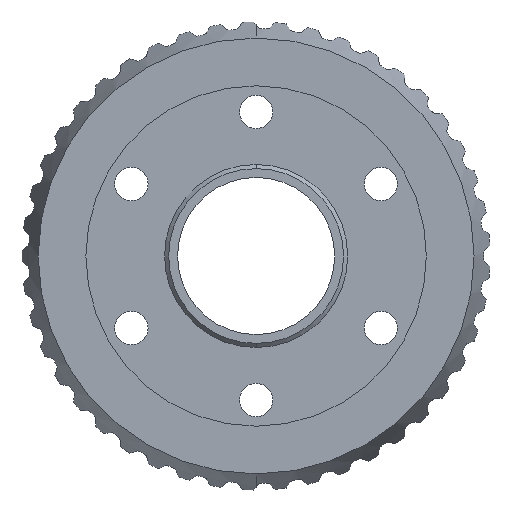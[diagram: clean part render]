
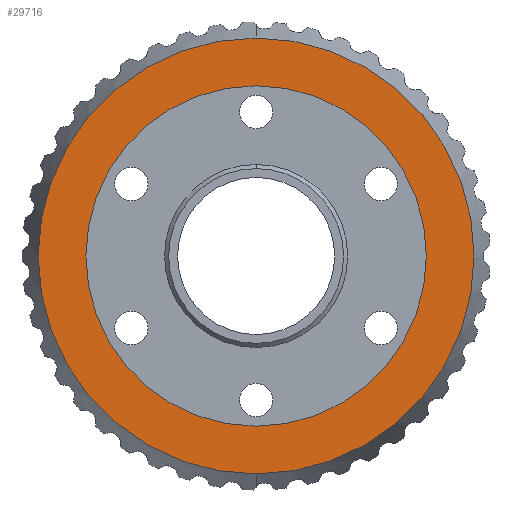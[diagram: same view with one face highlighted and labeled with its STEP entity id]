
A CAD part, front view. The second image highlights one B-rep face of the part: STEP entity #29716.
In plain terms, the highlighted planar face has unit normal (0, -1, 0).
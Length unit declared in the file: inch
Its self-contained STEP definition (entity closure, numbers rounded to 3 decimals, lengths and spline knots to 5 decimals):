
#414 = DIRECTION ( 'NONE',  ( 0., 1., 0. ) ) ;
#2693 = DIRECTION ( 'NONE',  ( 0., 0., -1. ) ) ;
#2730 = VERTEX_POINT ( 'NONE', #12071 ) ;
#3095 = EDGE_CURVE ( 'NONE', #25384, #13517, #21538, .T. ) ;
#3824 = ORIENTED_EDGE ( 'NONE', *, *, #12421, .T. ) ;
#4341 = CARTESIAN_POINT ( 'NONE',  ( 0., -0.19319, 0. ) ) ;
#4785 = AXIS2_PLACEMENT_3D ( 'NONE', #16284, #414, #23797 ) ;
#4902 = CARTESIAN_POINT ( 'NONE',  ( 0., -0.19319, -1.04035 ) ) ;
#5308 = PLANE ( 'NONE',  #7809 ) ;
#5611 = EDGE_LOOP ( 'NONE', ( #3824, #24311 ) ) ;
#7148 = DIRECTION ( 'NONE',  ( 0., 1., 0. ) ) ;
#7809 = AXIS2_PLACEMENT_3D ( 'NONE', #15935, #26573, #2693 ) ;
#7895 = DIRECTION ( 'NONE',  ( 0., 0., -1. ) ) ;
#8775 = EDGE_CURVE ( 'NONE', #28399, #2730, #26488, .T. ) ;
#10400 = AXIS2_PLACEMENT_3D ( 'NONE', #30152, #27713, #27539 ) ;
#10579 = AXIS2_PLACEMENT_3D ( 'NONE', #15571, #31922, #7895 ) ;
#11372 = AXIS2_PLACEMENT_3D ( 'NONE', #4341, #7148, #20584 ) ;
#12071 = CARTESIAN_POINT ( 'NONE',  ( 0., -0.19319, 0.8125 ) ) ;
#12421 = EDGE_CURVE ( 'NONE', #2730, #28399, #24870, .T. ) ;
#13517 = VERTEX_POINT ( 'NONE', #21095 ) ;
#15029 = CIRCLE ( 'NONE', #10579, 1.04035 ) ;
#15286 = ORIENTED_EDGE ( 'NONE', *, *, #3095, .F. ) ;
#15571 = CARTESIAN_POINT ( 'NONE',  ( 0., -0.19319, 0. ) ) ;
#15935 = CARTESIAN_POINT ( 'NONE',  ( 0., -0.19319, 0. ) ) ;
#16284 = CARTESIAN_POINT ( 'NONE',  ( 0., -0.19319, 0. ) ) ;
#20584 = DIRECTION ( 'NONE',  ( 0., 0., -1. ) ) ;
#21095 = CARTESIAN_POINT ( 'NONE',  ( 0., -0.19319, 1.04035 ) ) ;
#21538 = CIRCLE ( 'NONE', #11372, 1.04035 ) ;
#22995 = ORIENTED_EDGE ( 'NONE', *, *, #24326, .F. ) ;
#23792 = FACE_BOUND ( 'NONE', #5611, .T. ) ;
#23797 = DIRECTION ( 'NONE',  ( 0., 0., -1. ) ) ;
#24311 = ORIENTED_EDGE ( 'NONE', *, *, #8775, .T. ) ;
#24326 = EDGE_CURVE ( 'NONE', #13517, #25384, #15029, .T. ) ;
#24870 = CIRCLE ( 'NONE', #10400, 0.8125 ) ;
#25384 = VERTEX_POINT ( 'NONE', #4902 ) ;
#26488 = CIRCLE ( 'NONE', #4785, 0.8125 ) ;
#26573 = DIRECTION ( 'NONE',  ( 0., -1., 0. ) ) ;
#27539 = DIRECTION ( 'NONE',  ( 0., 0., -1. ) ) ;
#27713 = DIRECTION ( 'NONE',  ( 0., 1., 0. ) ) ;
#28399 = VERTEX_POINT ( 'NONE', #29703 ) ;
#29190 = FACE_OUTER_BOUND ( 'NONE', #31080, .T. ) ;
#29703 = CARTESIAN_POINT ( 'NONE',  ( 0., -0.19319, -0.8125 ) ) ;
#29716 = ADVANCED_FACE ( 'NONE', ( #29190, #23792 ), #5308, .T. ) ;
#30152 = CARTESIAN_POINT ( 'NONE',  ( 0., -0.19319, 0. ) ) ;
#31080 = EDGE_LOOP ( 'NONE', ( #22995, #15286 ) ) ;
#31922 = DIRECTION ( 'NONE',  ( 0., 1., 0. ) ) ;
